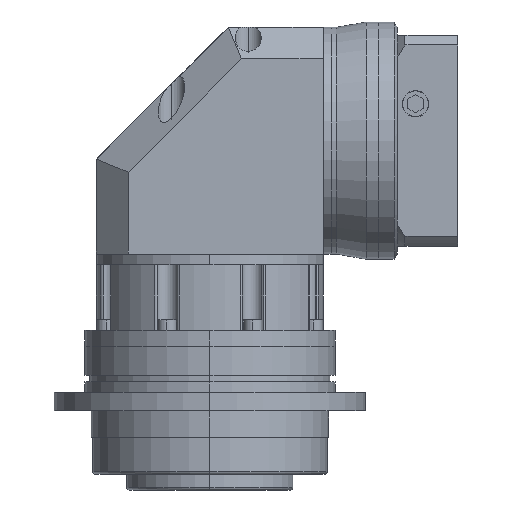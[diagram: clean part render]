
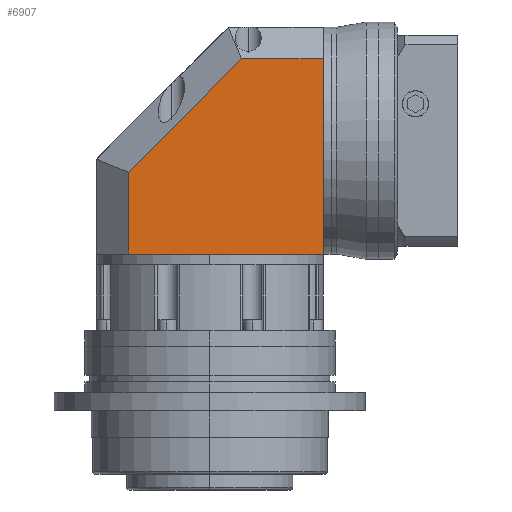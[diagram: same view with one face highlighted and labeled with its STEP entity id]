
A CAD part, left-side view. The second image highlights one B-rep face of the part: STEP entity #6907.
In plain terms, the highlighted planar face has unit normal (-1, 0, 0).
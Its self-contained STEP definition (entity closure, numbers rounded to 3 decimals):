
#375 = VECTOR ( 'NONE', #12383, 1000. ) ;
#597 = ORIENTED_EDGE ( 'NONE', *, *, #11708, .T. ) ;
#714 = DIRECTION ( 'NONE',  ( 0., 0.707, -0.707 ) ) ;
#757 = ORIENTED_EDGE ( 'NONE', *, *, #15517, .T. ) ;
#1349 = CARTESIAN_POINT ( 'NONE',  ( -43., -43., 43. ) ) ;
#1602 = CARTESIAN_POINT ( 'NONE',  ( -43., 0., 0. ) ) ;
#2124 = AXIS2_PLACEMENT_3D ( 'NONE', #5954, #15841, #8437 ) ;
#2627 = VECTOR ( 'NONE', #4817, 1000. ) ;
#3538 = EDGE_CURVE ( 'NONE', #15597, #7257, #10256, .T. ) ;
#4413 = VERTEX_POINT ( 'NONE', #8180 ) ;
#4817 = DIRECTION ( 'NONE',  ( 0., -1., 0. ) ) ;
#4991 = ORIENTED_EDGE ( 'NONE', *, *, #3538, .F. ) ;
#5211 = DIRECTION ( 'NONE',  ( 0., -1., 0. ) ) ;
#5348 = CARTESIAN_POINT ( 'NONE',  ( -43., -43., 86. ) ) ;
#5862 = LINE ( 'NONE', #5348, #8763 ) ;
#5916 = LINE ( 'NONE', #9744, #2627 ) ;
#5954 = CARTESIAN_POINT ( 'NONE',  ( -43., -43., 86. ) ) ;
#5958 = LINE ( 'NONE', #6647, #10405 ) ;
#6647 = CARTESIAN_POINT ( 'NONE',  ( -43., -43., 74. ) ) ;
#6907 = ADVANCED_FACE ( 'NONE', ( #13783 ), #7198, .F. ) ;
#7187 = ORIENTED_EDGE ( 'NONE', *, *, #14569, .T. ) ;
#7198 = PLANE ( 'NONE',  #2124 ) ;
#7257 = VERTEX_POINT ( 'NONE', #10355 ) ;
#7333 = VERTEX_POINT ( 'NONE', #14205 ) ;
#8180 = CARTESIAN_POINT ( 'NONE',  ( -43., -43., 74. ) ) ;
#8303 = EDGE_CURVE ( 'NONE', #4413, #15597, #5862, .T. ) ;
#8437 = DIRECTION ( 'NONE',  ( 0., 0., -1. ) ) ;
#8763 = VECTOR ( 'NONE', #15233, 1000. ) ;
#9071 = CARTESIAN_POINT ( 'NONE',  ( -43., 31., 0. ) ) ;
#9165 = VERTEX_POINT ( 'NONE', #1602 ) ;
#9202 = VERTEX_POINT ( 'NONE', #9071 ) ;
#9313 = EDGE_CURVE ( 'NONE', #14847, #7333, #15114, .T. ) ;
#9712 = LINE ( 'NONE', #9751, #15902 ) ;
#9744 = CARTESIAN_POINT ( 'NONE',  ( -43., -43., 0. ) ) ;
#9751 = CARTESIAN_POINT ( 'NONE',  ( -43., 31., 86. ) ) ;
#9753 = ORIENTED_EDGE ( 'NONE', *, *, #9313, .T. ) ;
#9938 = EDGE_LOOP ( 'NONE', ( #9753, #597, #15985, #757, #4991, #11717, #7187 ) ) ;
#10156 = LINE ( 'NONE', #13847, #13031 ) ;
#10256 = LINE ( 'NONE', #11124, #375 ) ;
#10355 = CARTESIAN_POINT ( 'NONE',  ( -43., -43., 0. ) ) ;
#10405 = VECTOR ( 'NONE', #14024, 1000. ) ;
#10776 = EDGE_CURVE ( 'NONE', #9202, #9165, #10156, .T. ) ;
#11124 = CARTESIAN_POINT ( 'NONE',  ( -43., -43., 86. ) ) ;
#11708 = EDGE_CURVE ( 'NONE', #7333, #9202, #9712, .T. ) ;
#11717 = ORIENTED_EDGE ( 'NONE', *, *, #8303, .F. ) ;
#12383 = DIRECTION ( 'NONE',  ( 0., 0., -1. ) ) ;
#13031 = VECTOR ( 'NONE', #5211, 1000. ) ;
#13783 = FACE_OUTER_BOUND ( 'NONE', #9938, .T. ) ;
#13847 = CARTESIAN_POINT ( 'NONE',  ( -43., -43., 0. ) ) ;
#14024 = DIRECTION ( 'NONE',  ( 0., 1., 0. ) ) ;
#14205 = CARTESIAN_POINT ( 'NONE',  ( -43., 31., 31.029 ) ) ;
#14569 = EDGE_CURVE ( 'NONE', #4413, #14847, #5958, .T. ) ;
#14595 = CARTESIAN_POINT ( 'NONE',  ( -43., -11.971, 74. ) ) ;
#14710 = VECTOR ( 'NONE', #714, 1000. ) ;
#14847 = VERTEX_POINT ( 'NONE', #14595 ) ;
#15114 = LINE ( 'NONE', #15547, #14710 ) ;
#15233 = DIRECTION ( 'NONE',  ( 0., 0., -1. ) ) ;
#15517 = EDGE_CURVE ( 'NONE', #9165, #7257, #5916, .T. ) ;
#15547 = CARTESIAN_POINT ( 'NONE',  ( -43., 34.515, 27.515 ) ) ;
#15597 = VERTEX_POINT ( 'NONE', #1349 ) ;
#15841 = DIRECTION ( 'NONE',  ( 1., 0., 0. ) ) ;
#15902 = VECTOR ( 'NONE', #15907, 1000. ) ;
#15907 = DIRECTION ( 'NONE',  ( 0., 0., -1. ) ) ;
#15985 = ORIENTED_EDGE ( 'NONE', *, *, #10776, .T. ) ;
